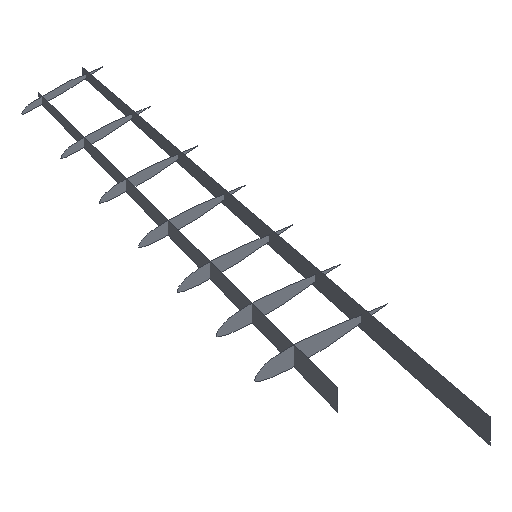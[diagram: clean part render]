
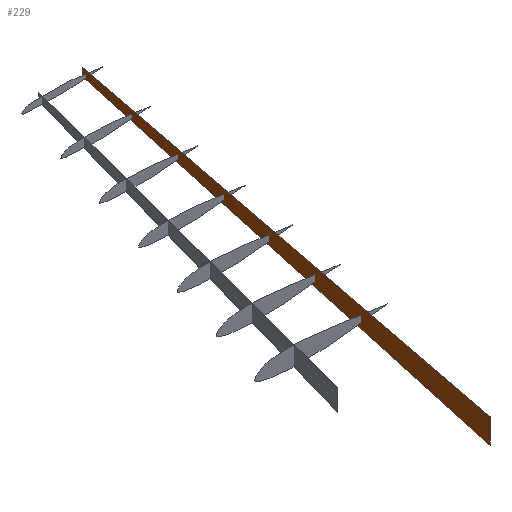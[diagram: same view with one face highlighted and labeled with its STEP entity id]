
A CAD part, isometric view. The second image highlights one B-rep face of the part: STEP entity #229.
In plain terms, the highlighted planar face has unit normal (0.999, -0.042, 0).
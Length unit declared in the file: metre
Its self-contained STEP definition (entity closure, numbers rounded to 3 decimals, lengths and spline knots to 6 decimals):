
#104=ORIENTED_EDGE('',*,*,#133,.T.);
#105=ORIENTED_EDGE('',*,*,#134,.T.);
#106=ORIENTED_EDGE('',*,*,#135,.T.);
#107=ORIENTED_EDGE('',*,*,#136,.T.);
#133=EDGE_CURVE('',#162,#163,#176,.T.);
#134=EDGE_CURVE('',#163,#164,#177,.T.);
#135=EDGE_CURVE('',#164,#165,#178,.T.);
#136=EDGE_CURVE('',#165,#162,#179,.T.);
#162=VERTEX_POINT('',#4869);
#163=VERTEX_POINT('',#4870);
#164=VERTEX_POINT('',#4872);
#165=VERTEX_POINT('',#4874);
#176=LINE('',#4868,#190);
#177=LINE('',#4871,#191);
#178=LINE('',#4873,#192);
#179=LINE('',#4875,#193);
#190=VECTOR('',#427,1.);
#191=VECTOR('',#428,1.);
#192=VECTOR('',#429,1.);
#193=VECTOR('',#430,1.);
#202=EDGE_LOOP('',(#104,#105,#106,#107));
#211=FACE_BOUND('',#202,.T.);
#220=PLANE('',#374);
#229=ADVANCED_FACE('',(#211),#220,.T.);
#374=AXIS2_PLACEMENT_3D('',#4867,#425,#426);
#425=DIRECTION('',(0.999,-0.042,0.));
#426=DIRECTION('',(-0.041,-0.981,-0.187));
#427=DIRECTION('',(-0.041,-0.981,-0.187));
#428=DIRECTION('',(0.,0.,-1.));
#429=DIRECTION('',(0.041,0.974,0.224));
#430=DIRECTION('',(0.,0.,1.));
#4867=CARTESIAN_POINT('',(2.072063,5.519687,1.259882));
#4868=CARTESIAN_POINT('',(1.927005,2.069453,0.601806));
#4869=CARTESIAN_POINT('',(2.072063,5.519687,1.259882));
#4870=CARTESIAN_POINT('',(1.781948,-1.38078,-0.05627));
#4871=CARTESIAN_POINT('',(1.781948,-1.38078,-0.257685));
#4872=CARTESIAN_POINT('',(1.781948,-1.38078,-0.4591));
#4873=CARTESIAN_POINT('',(1.927005,2.069453,0.335121));
#4874=CARTESIAN_POINT('',(2.072063,5.519687,1.129341));
#4875=CARTESIAN_POINT('',(2.072063,5.519687,1.194611));
